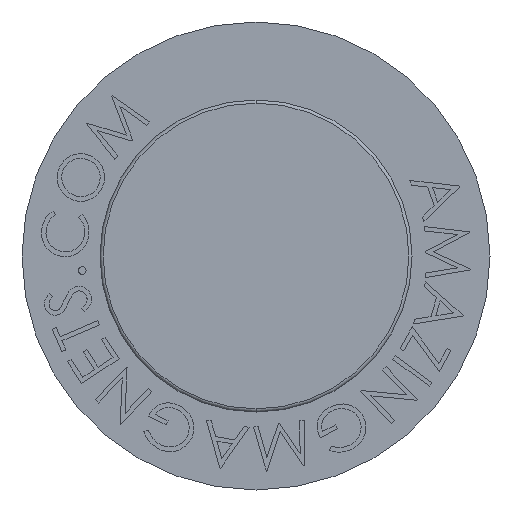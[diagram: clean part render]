
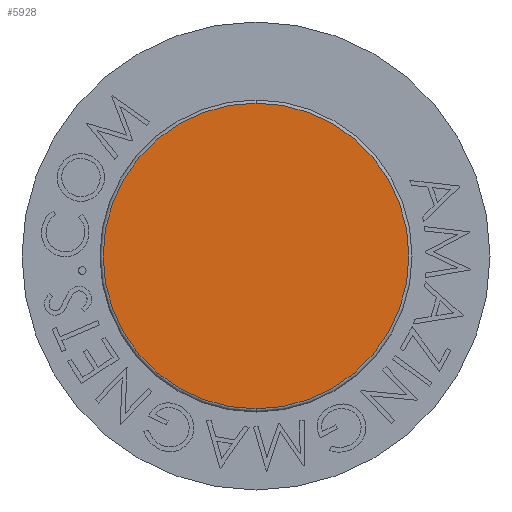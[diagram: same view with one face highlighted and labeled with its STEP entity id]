
A CAD part, front view. The second image highlights one B-rep face of the part: STEP entity #5928.
In plain terms, the highlighted planar face has unit normal (0, -1, 0).
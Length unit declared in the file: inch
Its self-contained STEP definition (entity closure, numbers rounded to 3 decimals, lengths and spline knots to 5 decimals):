
#1852 = PLANE ( 'NONE',  #3051 ) ;
#1853 = CARTESIAN_POINT ( 'NONE',  ( 0., 0., 0. ) ) ;
#1854 = DIRECTION ( 'NONE',  ( 0., -1., 0. ) ) ;
#1855 = DIRECTION ( 'NONE',  ( 0., 0., -1. ) ) ;
#2288 = CARTESIAN_POINT ( 'NONE',  ( 0., 0., 0. ) ) ;
#2289 = DIRECTION ( 'NONE',  ( 0., -1., 0. ) ) ;
#2290 = DIRECTION ( 'NONE',  ( 0., 0., -1. ) ) ;
#2309 = CARTESIAN_POINT ( 'NONE',  ( 0., 0., 0. ) ) ;
#2310 = DIRECTION ( 'NONE',  ( 0., -1., 0. ) ) ;
#2311 = DIRECTION ( 'NONE',  ( 0., 0., -1. ) ) ;
#2743 = VERTEX_POINT ( 'NONE', #6493 ) ;
#2797 = VERTEX_POINT ( 'NONE', #6547 ) ;
#3049 = FACE_OUTER_BOUND ( 'NONE', #8398, .T. ) ;
#3051 = AXIS2_PLACEMENT_3D ( 'NONE', #1853, #1854, #1855 ) ;
#5734 = ORIENTED_EDGE ( 'NONE', *, *, #6023, .T. ) ;
#5735 = ORIENTED_EDGE ( 'NONE', *, *, #6030, .T. ) ;
#5928 = ADVANCED_FACE ( 'NONE', ( #3049 ), #1852, .T. ) ;
#6023 = EDGE_CURVE ( 'NONE', #2743, #2797, #6409, .T. ) ;
#6030 = EDGE_CURVE ( 'NONE', #2797, #2743, #6419, .T. ) ;
#6409 = CIRCLE ( 'NONE', #6453, 0.245 ) ;
#6419 = CIRCLE ( 'NONE', #6428, 0.245 ) ;
#6428 = AXIS2_PLACEMENT_3D ( 'NONE', #2309, #2310, #2311 ) ;
#6453 = AXIS2_PLACEMENT_3D ( 'NONE', #2288, #2289, #2290 ) ;
#6493 = CARTESIAN_POINT ( 'NONE',  ( 0., 0., -0.245 ) ) ;
#6547 = CARTESIAN_POINT ( 'NONE',  ( 0., 0., 0.245 ) ) ;
#8398 = EDGE_LOOP ( 'NONE', ( #5734, #5735 ) ) ;
